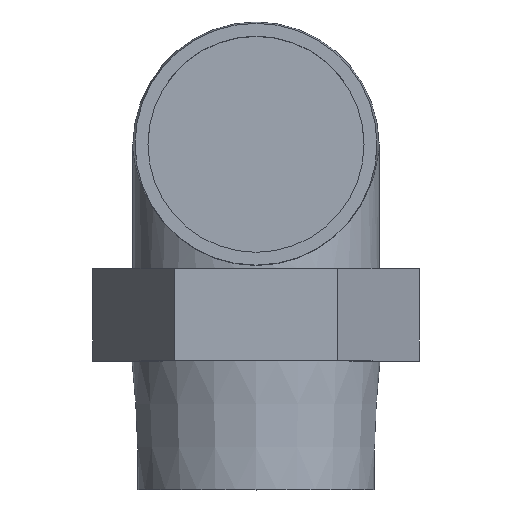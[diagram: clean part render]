
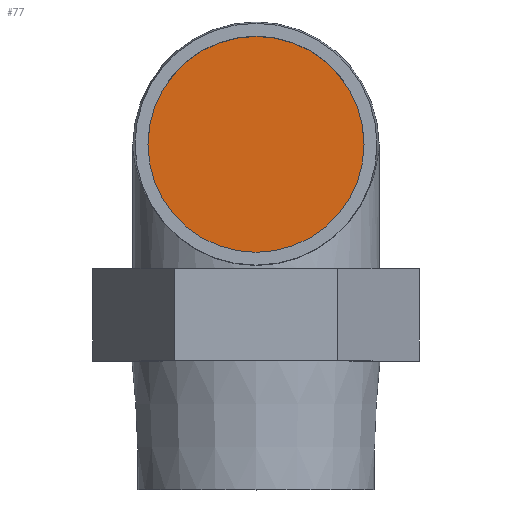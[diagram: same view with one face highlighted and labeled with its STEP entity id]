
A CAD part, top view. The second image highlights one B-rep face of the part: STEP entity #77.
In plain terms, the highlighted planar face has unit normal (0, 0, 1).
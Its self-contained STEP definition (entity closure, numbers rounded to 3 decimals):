
#77 = ADVANCED_FACE( '', ( #167 ), #168, .F. );
#167 = FACE_OUTER_BOUND( '', #273, .T. );
#168 = PLANE( '', #274 );
#273 = EDGE_LOOP( '', ( #426 ) );
#274 = AXIS2_PLACEMENT_3D( '', #427, #428, #429 );
#426 = ORIENTED_EDGE( '', *, *, #604, .F. );
#427 = CARTESIAN_POINT( '', ( 0., 42., 54.5 ) );
#428 = DIRECTION( '', ( 0., 0., -1. ) );
#429 = DIRECTION( '', ( -1., 0., 0. ) );
#604 = EDGE_CURVE( '', #715, #715, #716, .T. );
#715 = VERTEX_POINT( '', #941 );
#716 = CIRCLE( '', #942, 21. );
#941 = CARTESIAN_POINT( '', ( 21., 42., 54.5 ) );
#942 = AXIS2_PLACEMENT_3D( '', #1057, #1058, #1059 );
#1057 = CARTESIAN_POINT( '', ( 0., 42., 54.5 ) );
#1058 = DIRECTION( '', ( 0., 0., -1. ) );
#1059 = DIRECTION( '', ( 1., 0., 0. ) );
